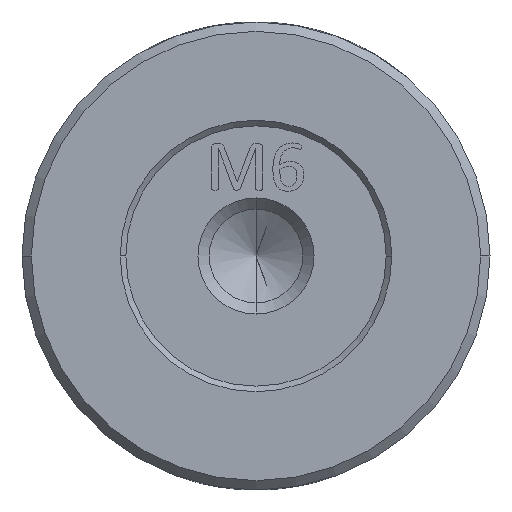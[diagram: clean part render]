
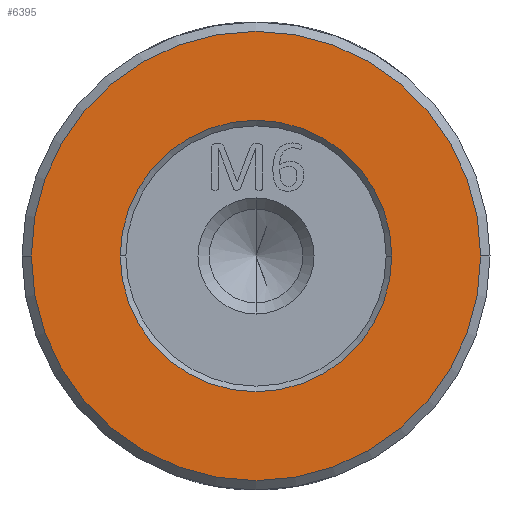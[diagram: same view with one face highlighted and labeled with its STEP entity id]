
A CAD part, left-side view. The second image highlights one B-rep face of the part: STEP entity #6395.
In plain terms, the highlighted planar face has unit normal (-1, 0, 0).
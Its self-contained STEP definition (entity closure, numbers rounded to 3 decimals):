
#32 = CARTESIAN_POINT ( 'NONE',  ( -249.263, -1.144, 0. ) ) ;
#270 = DIRECTION ( 'NONE',  ( 0., -1., 0. ) ) ;
#493 = ORIENTED_EDGE ( 'NONE', *, *, #1424, .T. ) ;
#514 = DIRECTION ( 'NONE',  ( 1., 0., 0. ) ) ;
#843 = CARTESIAN_POINT ( 'NONE',  ( -249.263, -13.144, 0. ) ) ;
#909 = VERTEX_POINT ( 'NONE', #843 ) ;
#1237 = CIRCLE ( 'NONE', #2339, 12. ) ;
#1424 = EDGE_CURVE ( 'NONE', #10658, #909, #1237, .T. ) ;
#1715 = CARTESIAN_POINT ( 'NONE',  ( -249.263, 6.106, 0. ) ) ;
#1716 = FACE_BOUND ( 'NONE', #8556, .T. ) ;
#1922 = FACE_OUTER_BOUND ( 'NONE', #8803, .T. ) ;
#2048 = DIRECTION ( 'NONE',  ( 0., -1., 0. ) ) ;
#2339 = AXIS2_PLACEMENT_3D ( 'NONE', #32, #9621, #2048 ) ;
#2456 = EDGE_CURVE ( 'NONE', #5050, #8144, #3099, .T. ) ;
#2570 = EDGE_CURVE ( 'NONE', #909, #10658, #8147, .T. ) ;
#3099 = CIRCLE ( 'NONE', #12128, 7.25 ) ;
#3985 = CARTESIAN_POINT ( 'NONE',  ( -249.263, -8.394, 0. ) ) ;
#3998 = DIRECTION ( 'NONE',  ( 0., 1., 0. ) ) ;
#4074 = DIRECTION ( 'NONE',  ( -1., 0., 0. ) ) ;
#5050 = VERTEX_POINT ( 'NONE', #1715 ) ;
#5137 = ORIENTED_EDGE ( 'NONE', *, *, #9472, .T. ) ;
#5603 = ORIENTED_EDGE ( 'NONE', *, *, #2456, .T. ) ;
#6395 = ADVANCED_FACE ( 'NONE', ( #1716, #1922 ), #7231, .T. ) ;
#7231 = PLANE ( 'NONE',  #11611 ) ;
#8144 = VERTEX_POINT ( 'NONE', #3985 ) ;
#8147 = CIRCLE ( 'NONE', #9699, 12. ) ;
#8477 = CIRCLE ( 'NONE', #10845, 7.25 ) ;
#8556 = EDGE_LOOP ( 'NONE', ( #5137, #5603 ) ) ;
#8680 = DIRECTION ( 'NONE',  ( 0., -1., 0. ) ) ;
#8746 = CARTESIAN_POINT ( 'NONE',  ( -249.263, -1.144, 0. ) ) ;
#8803 = EDGE_LOOP ( 'NONE', ( #493, #12036 ) ) ;
#8932 = DIRECTION ( 'NONE',  ( 0., -1., 0. ) ) ;
#9472 = EDGE_CURVE ( 'NONE', #8144, #5050, #8477, .T. ) ;
#9577 = DIRECTION ( 'NONE',  ( 1., 0., 0. ) ) ;
#9621 = DIRECTION ( 'NONE',  ( -1., 0., 0. ) ) ;
#9699 = AXIS2_PLACEMENT_3D ( 'NONE', #8746, #12952, #8680 ) ;
#9717 = CARTESIAN_POINT ( 'NONE',  ( -249.263, -1.144, 0. ) ) ;
#10658 = VERTEX_POINT ( 'NONE', #10841 ) ;
#10841 = CARTESIAN_POINT ( 'NONE',  ( -249.263, 10.856, 0. ) ) ;
#10845 = AXIS2_PLACEMENT_3D ( 'NONE', #12111, #514, #8932 ) ;
#11611 = AXIS2_PLACEMENT_3D ( 'NONE', #13496, #4074, #3998 ) ;
#12036 = ORIENTED_EDGE ( 'NONE', *, *, #2570, .T. ) ;
#12111 = CARTESIAN_POINT ( 'NONE',  ( -249.263, -1.144, 0. ) ) ;
#12128 = AXIS2_PLACEMENT_3D ( 'NONE', #9717, #9577, #270 ) ;
#12952 = DIRECTION ( 'NONE',  ( -1., 0., 0. ) ) ;
#13496 = CARTESIAN_POINT ( 'NONE',  ( -249.263, -1.144, 0. ) ) ;
